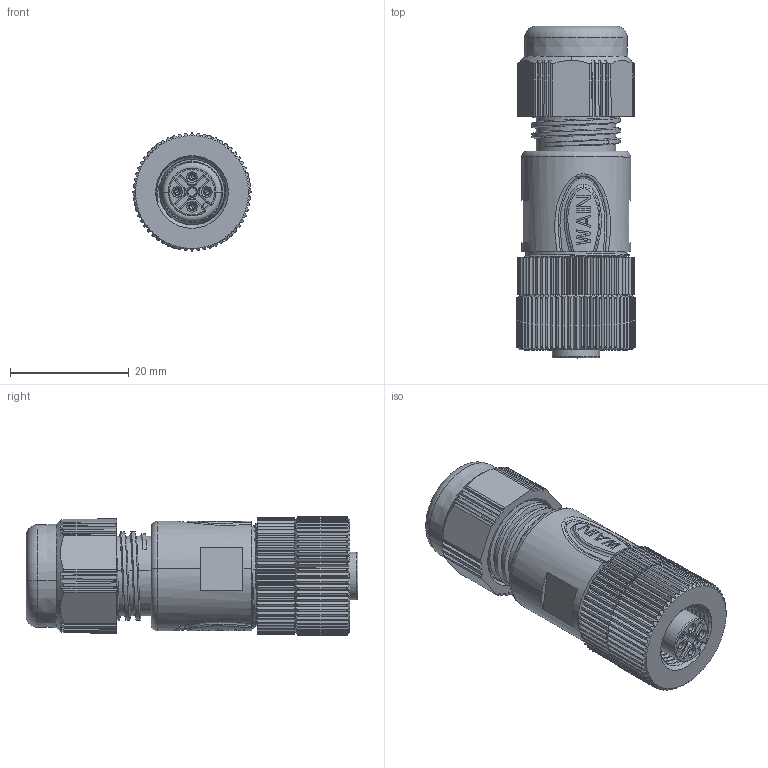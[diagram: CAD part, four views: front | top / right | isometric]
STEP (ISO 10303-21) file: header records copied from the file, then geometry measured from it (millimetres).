
FILE_DESCRIPTION((''),'2;1');
FILE_NAME('MANIFOLD_SOLID_BREP_106638','2017-06-29T',('y.wang'),(''),'PRO/ENGINEER BY PARAMETRIC TECHNOLOGY CORPORATION, 2012480','PRO/ENGINEER BY PARAMETRIC TECHNOLOGY CORPORATION, 2012480','');
FILE_SCHEMA(('CONFIG_CONTROL_DESIGN'));
Length unit declared in the file: millimetre
Products named in the file (1): MANIFOLD_SOLID_BREP_106638
Bounding box: 20 x 56 x 20 mm (x, y, z)
Volume: 9921.2 mm3; surface area: 13932.1 mm2
Topology: 1 solids, 1 shells, 2046 faces, 5958 edges, 3914 vertices
Faces by surface type: plane 737, cylinder 625, cone 338, bspline 159, torus 126, extrusion 59, sphere 2
Entity records: 101083 total; most frequent: CARTESIAN_POINT 50345, ORIENTED_EDGE 11876, DIRECTION 9014, EDGE_CURVE 5938, VERTEX_POINT 3914, AXIS2_PLACEMENT_3D 3405, B_SPLINE_CURVE_WITH_KNOTS 2275, VECTOR 2204
